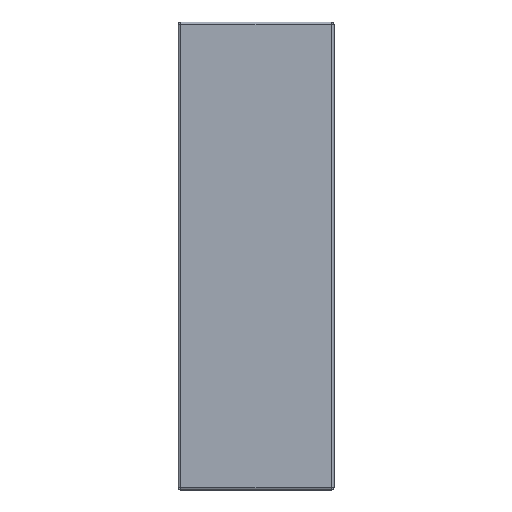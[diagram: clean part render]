
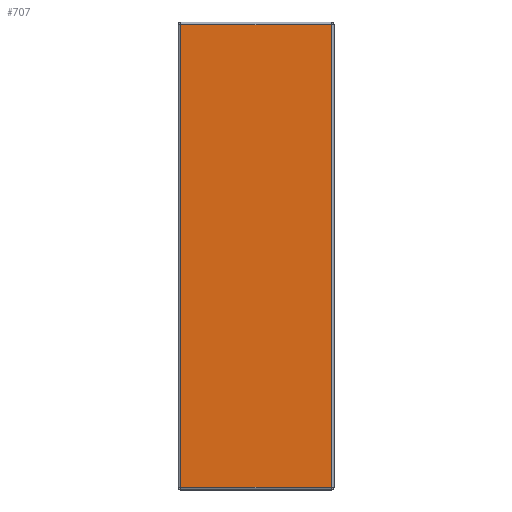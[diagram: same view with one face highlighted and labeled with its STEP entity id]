
A CAD part, front view. The second image highlights one B-rep face of the part: STEP entity #707.
In plain terms, the highlighted planar face has unit normal (0, -1, 0).
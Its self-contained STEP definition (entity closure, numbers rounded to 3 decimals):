
#707 = ADVANCED_FACE( '', ( #1513 ), #1514, .T. );
#1513 = FACE_OUTER_BOUND( '', #8345, .T. );
#1514 = PLANE( '', #8346 );
#8345 = EDGE_LOOP( '', ( #12045, #12046, #12047, #12048 ) );
#8346 = AXIS2_PLACEMENT_3D( '', #12049, #12050, #12051 );
#12045 = ORIENTED_EDGE( '', *, *, #13220, .T. );
#12046 = ORIENTED_EDGE( '', *, *, #13286, .T. );
#12047 = ORIENTED_EDGE( '', *, *, #13409, .T. );
#12048 = ORIENTED_EDGE( '', *, *, #13311, .T. );
#12049 = CARTESIAN_POINT( '', ( 0., 0., 0. ) );
#12050 = DIRECTION( '', ( 0., -1., 0. ) );
#12051 = DIRECTION( '', ( 0., 0., -1. ) );
#13220 = EDGE_CURVE( '', #13944, #13636, #14358, .T. );
#13286 = EDGE_CURVE( '', #13636, #14034, #14434, .T. );
#13311 = EDGE_CURVE( '', #13867, #13944, #14463, .T. );
#13409 = EDGE_CURVE( '', #14034, #13867, #14568, .T. );
#13636 = VERTEX_POINT( '', #14956 );
#13867 = VERTEX_POINT( '', #15517 );
#13944 = VERTEX_POINT( '', #15709 );
#14034 = VERTEX_POINT( '', #15966 );
#14358 = LINE( '', #16840, #16841 );
#14434 = LINE( '', #17059, #17060 );
#14463 = LINE( '', #17148, #17149 );
#14568 = LINE( '', #17483, #17484 );
#14956 = CARTESIAN_POINT( '', ( 98.12, 0., -301.32 ) );
#15517 = CARTESIAN_POINT( '', ( -98.12, 0., 301.32 ) );
#15709 = CARTESIAN_POINT( '', ( -98.12, 0., -301.32 ) );
#15966 = CARTESIAN_POINT( '', ( 98.12, 0., 301.32 ) );
#16840 = CARTESIAN_POINT( '', ( 98.12, 0., -301.32 ) );
#16841 = VECTOR( '', #18307, 1000. );
#17059 = CARTESIAN_POINT( '', ( 98.12, 0., -304.8 ) );
#17060 = VECTOR( '', #18353, 1000. );
#17148 = CARTESIAN_POINT( '', ( -98.12, 0., 304.8 ) );
#17149 = VECTOR( '', #18372, 1000. );
#17483 = CARTESIAN_POINT( '', ( -98.12, 0., 301.32 ) );
#17484 = VECTOR( '', #18435, 1000. );
#18307 = DIRECTION( '', ( 1., 0., 0. ) );
#18353 = DIRECTION( '', ( 0., 0., 1. ) );
#18372 = DIRECTION( '', ( 0., 0., -1. ) );
#18435 = DIRECTION( '', ( -1., 0., 0. ) );
